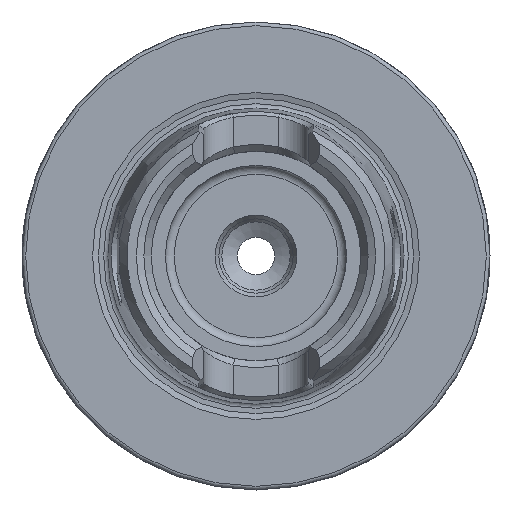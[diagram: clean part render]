
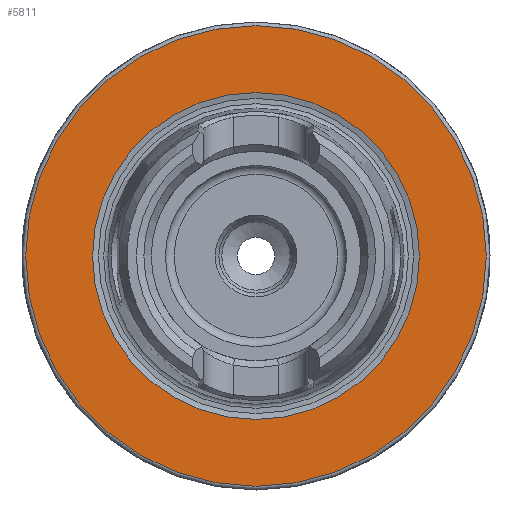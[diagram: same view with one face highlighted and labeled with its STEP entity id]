
A CAD part, left-side view. The second image highlights one B-rep face of the part: STEP entity #5811.
In plain terms, the highlighted planar face has unit normal (-1, 0, 0).
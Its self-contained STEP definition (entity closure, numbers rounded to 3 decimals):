
#5777=CARTESIAN_POINT('',(0.0,22.,0.0));
#5778=VERTEX_POINT('',#5777);
#5779=CARTESIAN_POINT('',(0.0,0.,0.0));
#5780=DIRECTION('',(1.0,0.0,0.0));
#5781=DIRECTION('',(0.0,1.0,0.0));
#5782=AXIS2_PLACEMENT_3D('',#5779,#5780,#5781);
#5783=CIRCLE('',#5782,22.);
#5784=EDGE_CURVE('',#5778,#5778,#5783,.T.);
#5792=CARTESIAN_POINT('',(0.0,26.5,0.0));
#5793=DIRECTION('',(-1.0,0.0,0.0));
#5794=DIRECTION('',(0.0,0.0,1.0));
#5795=AXIS2_PLACEMENT_3D('',#5792,#5793,#5794);
#5796=PLANE('',#5795);
#5797=CARTESIAN_POINT('',(0.0,31.,0.0));
#5798=VERTEX_POINT('',#5797);
#5799=CARTESIAN_POINT('',(0.0,0.,0.0));
#5800=DIRECTION('',(1.0,0.0,0.0));
#5801=DIRECTION('',(0.0,1.0,0.0));
#5802=AXIS2_PLACEMENT_3D('',#5799,#5800,#5801);
#5803=CIRCLE('',#5802,31.);
#5804=EDGE_CURVE('',#5798,#5798,#5803,.T.);
#5805=ORIENTED_EDGE('',*,*,#5804,.F.);
#5806=EDGE_LOOP('',(#5805));
#5807=FACE_OUTER_BOUND('',#5806,.T.);
#5808=ORIENTED_EDGE('',*,*,#5784,.T.);
#5809=EDGE_LOOP('',(#5808));
#5810=FACE_BOUND('',#5809,.T.);
#5811=ADVANCED_FACE('',(#5807,#5810),#5796,.T.);
